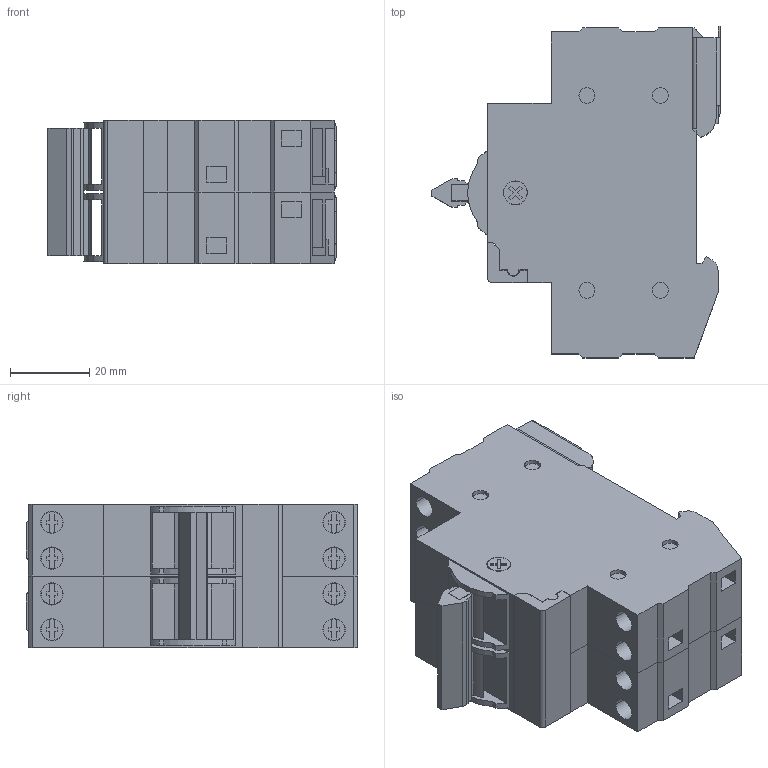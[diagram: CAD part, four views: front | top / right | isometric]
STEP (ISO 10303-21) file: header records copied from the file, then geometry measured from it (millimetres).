
FILE_DESCRIPTION (( 'STEP AP203' ), '1' );
FILE_NAME ('Òðåõïîçèöèîííûé ïåðåêëþ÷àòåëü EKF Basic 2P.STEP', '2016-11-28T07:29:40', ( '' ), ( '' ), 'SwSTEP 2.0', 'SolidWorks 2014', '' );
FILE_SCHEMA (( 'CONFIG_CONTROL_DESIGN' ));
Length unit declared in the file: millimetre
Products named in the file (9): øëÿïêà âèíòà(02); çàìîê4; ïðóæèíà; Òðåõïîçèöèîííûé ïåðåêëþ÷àòåëü EKF Basic 1P_ñá; Òðåõïîçèöèîííûé ïåðåêëþ÷àòåëü EKF Basic 1P_ñá-1; ñîåäèíèòåëü âûêëþ÷àòåëåé(2P_òðåõïîç); 赶鎀鍧(01); Òðåõïîçèöèîííûé ïåðåêëþ÷àòåëü EKF Basic 2P; òðåõïîçèöèîííûé ïåðåêëþ÷àòåëü
Assembly tree (18 placements, depth 3):
  Òðåõïîçèöèîííûé ïåðåêëþ÷àòåëü EKF Basic 2P
    Òðåõïîçèöèîííûé ïåðåêëþ÷àòåëü EKF Basic 1P_ñá
      òðåõïîçèöèîííûé ïåðåêëþ÷àòåëü
      øëÿïêà âèíòà(02)  x4
      çàìîê4
      ïðóæèíà
    Òðåõïîçèöèîííûé ïåðåêëþ÷àòåëü EKF Basic 1P_ñá-1
      òðåõïîçèöèîííûé ïåðåêëþ÷àòåëü
      øëÿïêà âèíòà(02)  x4
      çàìîê4
      ïðóæèíà
    ñîåäèíèòåëü âûêëþ÷àòåëåé(2P_òðåõïîç)
    赶鎀鍧(01)
Bounding box: 72.5 x 83.5 x 36 mm (x, y, z)
Volume: 137136.3 mm3; surface area: 37612.8 mm2
Topology: 16 solids, 16 shells, 738 faces, 1890 edges, 1228 vertices
Faces by surface type: plane 583, cylinder 151, bspline 4
Entity records: 13074 total; most frequent: CARTESIAN_POINT 3495, DIRECTION 1733, ORIENTED_EDGE 1722, EDGE_CURVE 861, LINE 701, VECTOR 701, VERTEX_POINT 558, AXIS2_PLACEMENT_3D 516
